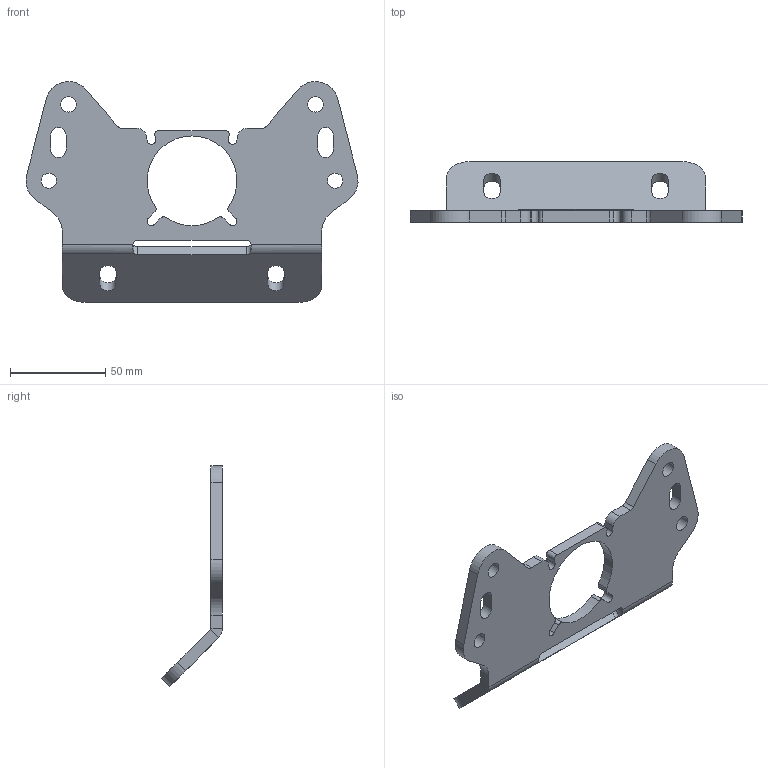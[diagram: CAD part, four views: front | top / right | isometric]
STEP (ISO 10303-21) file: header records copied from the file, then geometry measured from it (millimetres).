
FILE_DESCRIPTION((' '),'2;1');
FILE_NAME( 'M6 10 115 (Grind Head Top Plate).stp', '2025-03-20T16:42:54', (' '), ('--- ---'), ' V2025.1 Dec 16 2024', ' 2025 (c)', ' ');
FILE_SCHEMA(('AP242_MANAGED_MODEL_BASED_3D_ENGINEERING_MIM_LF { 1 0 10303 442 1 1 4 }'));
Length unit declared in the file: millimetre
Products named in the file (1): M6 10 115 (Grind Head Top Plate)
Bounding box: 173.92 x 31.84 x 115.73 mm (x, y, z)
Volume: 79472 mm3; surface area: 33466.9 mm2
Topology: 1 solids, 1 shells, 84 faces, 236 edges, 152 vertices
Faces by surface type: cylinder 44, plane 38, bspline 2
Full cylindrical faces by diameter (mm): 8 x4
Entity records: 2836 total; most frequent: CARTESIAN_POINT 547, DIRECTION 484, ORIENTED_EDGE 464, EDGE_CURVE 232, AXIS2_PLACEMENT_3D 170, VERTEX_POINT 152, VECTOR 144, LINE 144
